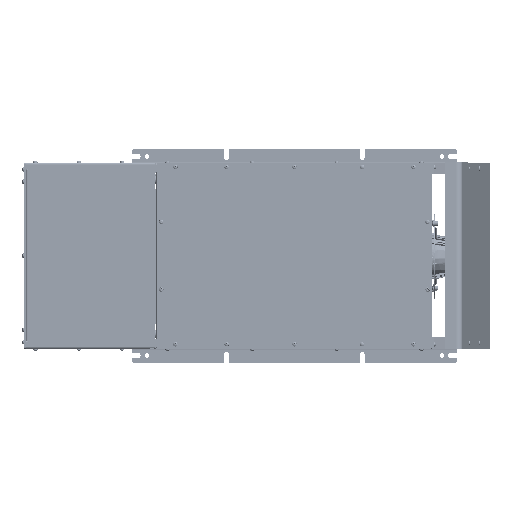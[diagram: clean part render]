
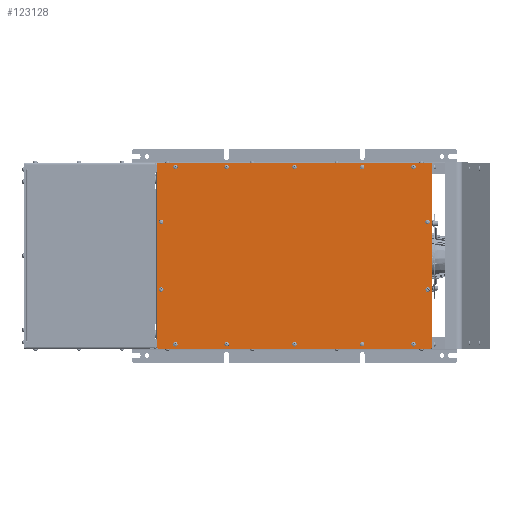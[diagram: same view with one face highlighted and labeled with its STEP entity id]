
A CAD part, top view. The second image highlights one B-rep face of the part: STEP entity #123128.
In plain terms, the highlighted planar face has unit normal (0, 0, 1).
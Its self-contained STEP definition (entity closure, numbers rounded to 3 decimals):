
#11085=LINE('',#176018,#21616);
#11091=LINE('',#176039,#21622);
#11095=LINE('',#176050,#21626);
#11096=LINE('',#176052,#21627);
#21616=VECTOR('',#143157,482.);
#21622=VECTOR('',#143177,482.);
#21626=VECTOR('',#143191,324.);
#21627=VECTOR('',#143194,324.);
#31522=PLANE('',#130371);
#35315=FACE_BOUND('',#43746,.T.);
#35316=FACE_BOUND('',#43747,.T.);
#35317=FACE_BOUND('',#43748,.T.);
#35318=FACE_BOUND('',#43749,.T.);
#35319=FACE_BOUND('',#43750,.T.);
#35320=FACE_BOUND('',#43751,.T.);
#35321=FACE_BOUND('',#43752,.T.);
#35322=FACE_BOUND('',#43753,.T.);
#35323=FACE_BOUND('',#43754,.T.);
#35324=FACE_BOUND('',#43755,.T.);
#35325=FACE_BOUND('',#43756,.T.);
#35326=FACE_BOUND('',#43757,.T.);
#35327=FACE_BOUND('',#43758,.T.);
#35328=FACE_BOUND('',#43759,.T.);
#36526=FACE_OUTER_BOUND('',#43745,.T.);
#43745=EDGE_LOOP('',(#87307,#87308,#87309,#87310,#87311,#87312,#87313,#87314));
#43746=EDGE_LOOP('',(#87315));
#43747=EDGE_LOOP('',(#87316));
#43748=EDGE_LOOP('',(#87317));
#43749=EDGE_LOOP('',(#87318));
#43750=EDGE_LOOP('',(#87319));
#43751=EDGE_LOOP('',(#87320));
#43752=EDGE_LOOP('',(#87321));
#43753=EDGE_LOOP('',(#87322));
#43754=EDGE_LOOP('',(#87323));
#43755=EDGE_LOOP('',(#87324));
#43756=EDGE_LOOP('',(#87325));
#43757=EDGE_LOOP('',(#87326));
#43758=EDGE_LOOP('',(#87327));
#43759=EDGE_LOOP('',(#87328));
#51164=CIRCLE('',#130314,2.5);
#51166=CIRCLE('',#130317,2.5);
#51168=CIRCLE('',#130320,2.5);
#51170=CIRCLE('',#130323,2.5);
#51172=CIRCLE('',#130326,2.5);
#51174=CIRCLE('',#130329,2.5);
#51176=CIRCLE('',#130332,2.5);
#51178=CIRCLE('',#130335,2.5);
#51180=CIRCLE('',#130338,2.5);
#51182=CIRCLE('',#130341,2.5);
#51184=CIRCLE('',#130344,2.5);
#51186=CIRCLE('',#130347,2.5);
#51188=CIRCLE('',#130350,2.5);
#51190=CIRCLE('',#130353,2.5);
#51191=CIRCLE('',#130355,3.);
#51196=CIRCLE('',#130363,3.);
#51197=CIRCLE('',#130366,3.);
#51198=CIRCLE('',#130368,3.);
#55704=VERTEX_POINT('',#175937);
#55706=VERTEX_POINT('',#175942);
#55708=VERTEX_POINT('',#175947);
#55710=VERTEX_POINT('',#175952);
#55712=VERTEX_POINT('',#175957);
#55714=VERTEX_POINT('',#175962);
#55716=VERTEX_POINT('',#175967);
#55718=VERTEX_POINT('',#175972);
#55720=VERTEX_POINT('',#175977);
#55722=VERTEX_POINT('',#175982);
#55724=VERTEX_POINT('',#175987);
#55726=VERTEX_POINT('',#175992);
#55728=VERTEX_POINT('',#175997);
#55730=VERTEX_POINT('',#176002);
#55731=VERTEX_POINT('',#176005);
#55732=VERTEX_POINT('',#176006);
#55736=VERTEX_POINT('',#176016);
#55742=VERTEX_POINT('',#176032);
#55743=VERTEX_POINT('',#176033);
#55744=VERTEX_POINT('',#176038);
#55745=VERTEX_POINT('',#176042);
#55746=VERTEX_POINT('',#176046);
#67839=EDGE_CURVE('',#55704,#55704,#51164,.T.);
#67841=EDGE_CURVE('',#55706,#55706,#51166,.T.);
#67843=EDGE_CURVE('',#55708,#55708,#51168,.T.);
#67845=EDGE_CURVE('',#55710,#55710,#51170,.T.);
#67847=EDGE_CURVE('',#55712,#55712,#51172,.T.);
#67849=EDGE_CURVE('',#55714,#55714,#51174,.T.);
#67851=EDGE_CURVE('',#55716,#55716,#51176,.T.);
#67853=EDGE_CURVE('',#55718,#55718,#51178,.T.);
#67855=EDGE_CURVE('',#55720,#55720,#51180,.T.);
#67857=EDGE_CURVE('',#55722,#55722,#51182,.T.);
#67859=EDGE_CURVE('',#55724,#55724,#51184,.T.);
#67861=EDGE_CURVE('',#55726,#55726,#51186,.T.);
#67863=EDGE_CURVE('',#55728,#55728,#51188,.T.);
#67865=EDGE_CURVE('',#55730,#55730,#51190,.T.);
#67866=EDGE_CURVE('',#55731,#55732,#51191,.T.);
#67872=EDGE_CURVE('',#55736,#55731,#11085,.T.);
#67879=EDGE_CURVE('',#55742,#55743,#51196,.T.);
#67882=EDGE_CURVE('',#55743,#55744,#11091,.T.);
#67884=EDGE_CURVE('',#55744,#55745,#51197,.T.);
#67886=EDGE_CURVE('',#55746,#55736,#51198,.T.);
#67888=EDGE_CURVE('',#55732,#55742,#11095,.T.);
#67889=EDGE_CURVE('',#55745,#55746,#11096,.T.);
#87307=ORIENTED_EDGE('',*,*,#67866,.F.);
#87308=ORIENTED_EDGE('',*,*,#67872,.F.);
#87309=ORIENTED_EDGE('',*,*,#67886,.F.);
#87310=ORIENTED_EDGE('',*,*,#67889,.F.);
#87311=ORIENTED_EDGE('',*,*,#67884,.F.);
#87312=ORIENTED_EDGE('',*,*,#67882,.F.);
#87313=ORIENTED_EDGE('',*,*,#67879,.F.);
#87314=ORIENTED_EDGE('',*,*,#67888,.F.);
#87315=ORIENTED_EDGE('',*,*,#67839,.T.);
#87316=ORIENTED_EDGE('',*,*,#67841,.T.);
#87317=ORIENTED_EDGE('',*,*,#67843,.T.);
#87318=ORIENTED_EDGE('',*,*,#67845,.T.);
#87319=ORIENTED_EDGE('',*,*,#67847,.T.);
#87320=ORIENTED_EDGE('',*,*,#67849,.T.);
#87321=ORIENTED_EDGE('',*,*,#67851,.T.);
#87322=ORIENTED_EDGE('',*,*,#67853,.T.);
#87323=ORIENTED_EDGE('',*,*,#67855,.T.);
#87324=ORIENTED_EDGE('',*,*,#67857,.T.);
#87325=ORIENTED_EDGE('',*,*,#67859,.T.);
#87326=ORIENTED_EDGE('',*,*,#67861,.T.);
#87327=ORIENTED_EDGE('',*,*,#67863,.T.);
#87328=ORIENTED_EDGE('',*,*,#67865,.T.);
#123128=ADVANCED_FACE('',(#36526,#35315,#35316,#35317,#35318,#35319,#35320,
#35321,#35322,#35323,#35324,#35325,#35326,#35327,#35328),#31522,.T.);
#130314=AXIS2_PLACEMENT_3D('',#175938,#143065,#143066);
#130317=AXIS2_PLACEMENT_3D('',#175943,#143071,#143072);
#130320=AXIS2_PLACEMENT_3D('',#175948,#143077,#143078);
#130323=AXIS2_PLACEMENT_3D('',#175953,#143083,#143084);
#130326=AXIS2_PLACEMENT_3D('',#175958,#143089,#143090);
#130329=AXIS2_PLACEMENT_3D('',#175963,#143095,#143096);
#130332=AXIS2_PLACEMENT_3D('',#175968,#143101,#143102);
#130335=AXIS2_PLACEMENT_3D('',#175973,#143107,#143108);
#130338=AXIS2_PLACEMENT_3D('',#175978,#143113,#143114);
#130341=AXIS2_PLACEMENT_3D('',#175983,#143119,#143120);
#130344=AXIS2_PLACEMENT_3D('',#175988,#143125,#143126);
#130347=AXIS2_PLACEMENT_3D('',#175993,#143131,#143132);
#130350=AXIS2_PLACEMENT_3D('',#175998,#143137,#143138);
#130353=AXIS2_PLACEMENT_3D('',#176003,#143143,#143144);
#130355=AXIS2_PLACEMENT_3D('',#176007,#143147,#143148);
#130363=AXIS2_PLACEMENT_3D('',#176034,#143171,#143172);
#130366=AXIS2_PLACEMENT_3D('',#176043,#143181,#143182);
#130368=AXIS2_PLACEMENT_3D('',#176047,#143186,#143187);
#130371=AXIS2_PLACEMENT_3D('',#176053,#143195,#143196);
#143065=DIRECTION('center_axis',(0.,0.,-1.));
#143066=DIRECTION('ref_axis',(1.,0.,0.));
#143071=DIRECTION('center_axis',(0.,0.,-1.));
#143072=DIRECTION('ref_axis',(1.,0.,0.));
#143077=DIRECTION('center_axis',(0.,0.,-1.));
#143078=DIRECTION('ref_axis',(1.,0.,0.));
#143083=DIRECTION('center_axis',(0.,0.,-1.));
#143084=DIRECTION('ref_axis',(1.,0.,0.));
#143089=DIRECTION('center_axis',(0.,0.,-1.));
#143090=DIRECTION('ref_axis',(1.,0.,0.));
#143095=DIRECTION('center_axis',(0.,0.,-1.));
#143096=DIRECTION('ref_axis',(1.,0.,0.));
#143101=DIRECTION('center_axis',(0.,0.,-1.));
#143102=DIRECTION('ref_axis',(1.,0.,0.));
#143107=DIRECTION('center_axis',(0.,0.,-1.));
#143108=DIRECTION('ref_axis',(1.,0.,0.));
#143113=DIRECTION('center_axis',(0.,0.,-1.));
#143114=DIRECTION('ref_axis',(1.,0.,0.));
#143119=DIRECTION('center_axis',(0.,0.,-1.));
#143120=DIRECTION('ref_axis',(1.,0.,0.));
#143125=DIRECTION('center_axis',(0.,0.,-1.));
#143126=DIRECTION('ref_axis',(1.,0.,0.));
#143131=DIRECTION('center_axis',(0.,0.,-1.));
#143132=DIRECTION('ref_axis',(1.,0.,0.));
#143137=DIRECTION('center_axis',(0.,0.,-1.));
#143138=DIRECTION('ref_axis',(1.,0.,0.));
#143143=DIRECTION('center_axis',(0.,0.,-1.));
#143144=DIRECTION('ref_axis',(1.,0.,0.));
#143147=DIRECTION('center_axis',(0.,0.,-1.));
#143148=DIRECTION('ref_axis',(-0.707,-0.707,0.));
#143157=DIRECTION('',(-1.,0.,0.));
#143171=DIRECTION('center_axis',(0.,0.,-1.));
#143172=DIRECTION('ref_axis',(-0.707,0.707,0.));
#143177=DIRECTION('',(1.,0.,0.));
#143181=DIRECTION('center_axis',(0.,0.,-1.));
#143182=DIRECTION('ref_axis',(0.707,0.707,0.));
#143186=DIRECTION('center_axis',(0.,0.,-1.));
#143187=DIRECTION('ref_axis',(0.707,-0.707,0.));
#143191=DIRECTION('',(0.,1.,0.));
#143194=DIRECTION('',(0.,-1.,0.));
#143195=DIRECTION('center_axis',(0.,0.,1.));
#143196=DIRECTION('ref_axis',(1.,0.,0.));
#175937=CARTESIAN_POINT('',(213.5,-157.,1.));
#175938=CARTESIAN_POINT('Origin',(211.,-157.,1.));
#175942=CARTESIAN_POINT('',(122.5,-157.,1.));
#175943=CARTESIAN_POINT('Origin',(120.,-157.,1.));
#175947=CARTESIAN_POINT('',(2.5,-157.,1.));
#175948=CARTESIAN_POINT('Origin',(0.,-157.,1.));
#175952=CARTESIAN_POINT('',(-117.5,-157.,1.));
#175953=CARTESIAN_POINT('Origin',(-120.,-157.,1.));
#175957=CARTESIAN_POINT('',(-208.5,-157.,1.));
#175958=CARTESIAN_POINT('Origin',(-211.,-157.,1.));
#175962=CARTESIAN_POINT('',(-233.5,60.,1.));
#175963=CARTESIAN_POINT('Origin',(-236.,60.,1.));
#175967=CARTESIAN_POINT('',(-233.5,-60.,1.));
#175968=CARTESIAN_POINT('Origin',(-236.,-60.,1.));
#175972=CARTESIAN_POINT('',(238.5,-60.,1.));
#175973=CARTESIAN_POINT('Origin',(236.,-60.,1.));
#175977=CARTESIAN_POINT('',(238.5,60.,1.));
#175978=CARTESIAN_POINT('Origin',(236.,60.,1.));
#175982=CARTESIAN_POINT('',(213.5,157.,1.));
#175983=CARTESIAN_POINT('Origin',(211.,157.,1.));
#175987=CARTESIAN_POINT('',(122.5,157.,1.));
#175988=CARTESIAN_POINT('Origin',(120.,157.,1.));
#175992=CARTESIAN_POINT('',(2.5,157.,1.));
#175993=CARTESIAN_POINT('Origin',(0.,157.,1.));
#175997=CARTESIAN_POINT('',(-117.5,157.,1.));
#175998=CARTESIAN_POINT('Origin',(-120.,157.,1.));
#176002=CARTESIAN_POINT('',(-208.5,157.,1.));
#176003=CARTESIAN_POINT('Origin',(-211.,157.,1.));
#176005=CARTESIAN_POINT('',(-241.,-165.,1.));
#176006=CARTESIAN_POINT('',(-244.,-162.,1.));
#176007=CARTESIAN_POINT('Origin',(-241.,-162.,1.));
#176016=CARTESIAN_POINT('',(241.,-165.,1.));
#176018=CARTESIAN_POINT('',(-244.,-165.,1.));
#176032=CARTESIAN_POINT('',(-244.,162.,1.));
#176033=CARTESIAN_POINT('',(-241.,165.,1.));
#176034=CARTESIAN_POINT('Origin',(-241.,162.,1.));
#176038=CARTESIAN_POINT('',(241.,165.,1.));
#176039=CARTESIAN_POINT('',(244.,165.,1.));
#176042=CARTESIAN_POINT('',(244.,162.,1.));
#176043=CARTESIAN_POINT('Origin',(241.,162.,1.));
#176046=CARTESIAN_POINT('',(244.,-162.,1.));
#176047=CARTESIAN_POINT('Origin',(241.,-162.,1.));
#176050=CARTESIAN_POINT('',(-244.,165.,1.));
#176052=CARTESIAN_POINT('',(244.,-165.,1.));
#176053=CARTESIAN_POINT('Origin',(0.,0.,1.));
